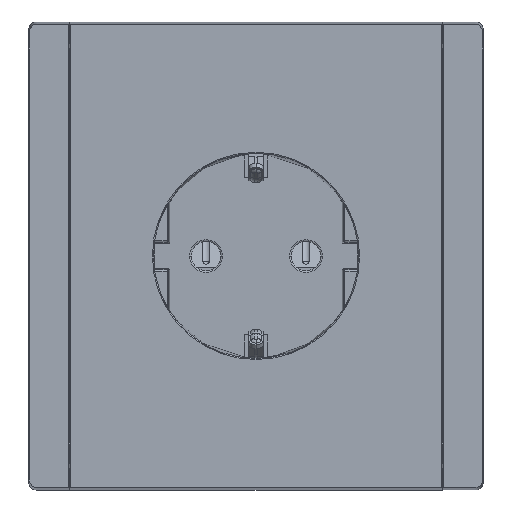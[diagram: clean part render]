
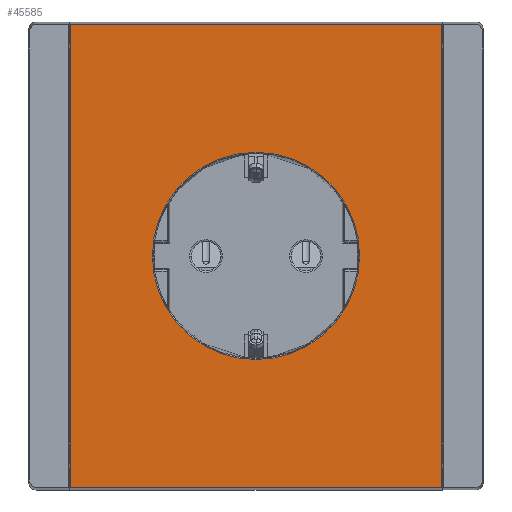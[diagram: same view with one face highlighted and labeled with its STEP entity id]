
A CAD part, top view. The second image highlights one B-rep face of the part: STEP entity #45585.
In plain terms, the highlighted planar face has unit normal (0, 0, 1).
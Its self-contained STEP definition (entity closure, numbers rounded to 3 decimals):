
#114 = EDGE_CURVE ( 'NONE', #6210, #38616, #11051, .T. ) ;
#335 = CARTESIAN_POINT ( 'NONE',  ( 235.32, -44.091, 11.5 ) ) ;
#552 = CARTESIAN_POINT ( 'NONE',  ( 235.32, -44.091, 11.5 ) ) ;
#1554 = VERTEX_POINT ( 'NONE', #36743 ) ;
#1887 = DIRECTION ( 'NONE',  ( 1., 0., 0. ) ) ;
#2751 = EDGE_CURVE ( 'NONE', #58055, #1554, #38322, .T. ) ;
#3308 = ORIENTED_EDGE ( 'NONE', *, *, #6472, .T. ) ;
#5321 = DIRECTION ( 'NONE',  ( 1., 0., 0. ) ) ;
#6210 = VERTEX_POINT ( 'NONE', #36113 ) ;
#6448 = DIRECTION ( 'NONE',  ( 0., 0., 1. ) ) ;
#6472 = EDGE_CURVE ( 'NONE', #49566, #6210, #34760, .T. ) ;
#7732 = AXIS2_PLACEMENT_3D ( 'NONE', #11853, #12816, #56843 ) ;
#9383 = VECTOR ( 'NONE', #10500, 1000. ) ;
#10033 = VECTOR ( 'NONE', #20293, 1000. ) ;
#10500 = DIRECTION ( 'NONE',  ( -1., 0., 0. ) ) ;
#10781 = VECTOR ( 'NONE', #25154, 1000. ) ;
#11051 = LINE ( 'NONE', #19996, #10033 ) ;
#11224 = DIRECTION ( 'NONE',  ( 1., 0., 0. ) ) ;
#11853 = CARTESIAN_POINT ( 'NONE',  ( 200., 0., 11.5 ) ) ;
#12380 = CIRCLE ( 'NONE', #13375, 19.704 ) ;
#12816 = DIRECTION ( 'NONE',  ( 0., 0., 1. ) ) ;
#13375 = AXIS2_PLACEMENT_3D ( 'NONE', #58499, #6448, #11224 ) ;
#14907 = LINE ( 'NONE', #53843, #48438 ) ;
#17539 = CARTESIAN_POINT ( 'NONE',  ( 0., 0., 11.5 ) ) ;
#19996 = CARTESIAN_POINT ( 'NONE',  ( 164.68, 44.091, 11.5 ) ) ;
#20293 = DIRECTION ( 'NONE',  ( 0., -1., 0. ) ) ;
#22369 = ORIENTED_EDGE ( 'NONE', *, *, #47490, .F. ) ;
#24201 = CARTESIAN_POINT ( 'NONE',  ( 164.68, -44.091, 11.5 ) ) ;
#24481 = EDGE_LOOP ( 'NONE', ( #3308, #59390, #59105, #29547 ) ) ;
#25154 = DIRECTION ( 'NONE',  ( 0., 1., 0. ) ) ;
#27147 = PLANE ( 'NONE',  #62880 ) ;
#29547 = ORIENTED_EDGE ( 'NONE', *, *, #45822, .T. ) ;
#30571 = LINE ( 'NONE', #552, #10781 ) ;
#32255 = FACE_OUTER_BOUND ( 'NONE', #24481, .T. ) ;
#33633 = ORIENTED_EDGE ( 'NONE', *, *, #2751, .F. ) ;
#34760 = LINE ( 'NONE', #54234, #9383 ) ;
#36113 = CARTESIAN_POINT ( 'NONE',  ( 164.68, 44.091, 11.5 ) ) ;
#36743 = CARTESIAN_POINT ( 'NONE',  ( 180.296, 0., 11.5 ) ) ;
#38322 = CIRCLE ( 'NONE', #7732, 19.704 ) ;
#38616 = VERTEX_POINT ( 'NONE', #24201 ) ;
#42654 = EDGE_LOOP ( 'NONE', ( #22369, #33633 ) ) ;
#42781 = CARTESIAN_POINT ( 'NONE',  ( 219.704, 0., 11.5 ) ) ;
#43220 = EDGE_CURVE ( 'NONE', #38616, #51063, #14907, .T. ) ;
#45585 = ADVANCED_FACE ( 'NONE', ( #45657, #32255 ), #27147, .T. ) ;
#45657 = FACE_BOUND ( 'NONE', #42654, .T. ) ;
#45822 = EDGE_CURVE ( 'NONE', #51063, #49566, #30571, .T. ) ;
#47490 = EDGE_CURVE ( 'NONE', #1554, #58055, #12380, .T. ) ;
#48438 = VECTOR ( 'NONE', #5321, 1000. ) ;
#49566 = VERTEX_POINT ( 'NONE', #58847 ) ;
#51063 = VERTEX_POINT ( 'NONE', #335 ) ;
#53843 = CARTESIAN_POINT ( 'NONE',  ( 164.68, -44.091, 11.5 ) ) ;
#54234 = CARTESIAN_POINT ( 'NONE',  ( 235.32, 44.091, 11.5 ) ) ;
#56843 = DIRECTION ( 'NONE',  ( 1., 0., 0. ) ) ;
#58055 = VERTEX_POINT ( 'NONE', #42781 ) ;
#58499 = CARTESIAN_POINT ( 'NONE',  ( 200., 0., 11.5 ) ) ;
#58847 = CARTESIAN_POINT ( 'NONE',  ( 235.32, 44.091, 11.5 ) ) ;
#59105 = ORIENTED_EDGE ( 'NONE', *, *, #43220, .T. ) ;
#59390 = ORIENTED_EDGE ( 'NONE', *, *, #114, .T. ) ;
#60651 = DIRECTION ( 'NONE',  ( 0., 0., 1. ) ) ;
#62880 = AXIS2_PLACEMENT_3D ( 'NONE', #17539, #60651, #1887 ) ;
